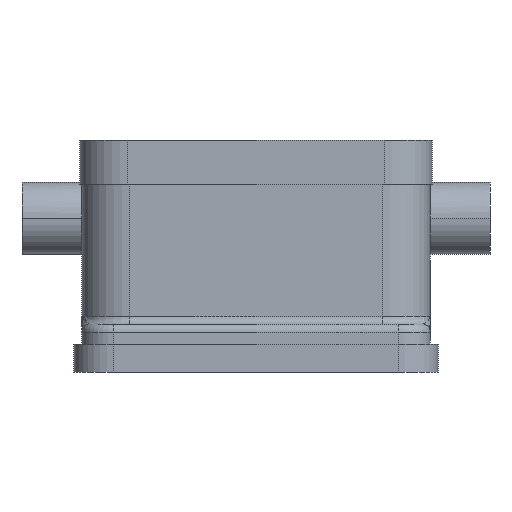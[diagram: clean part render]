
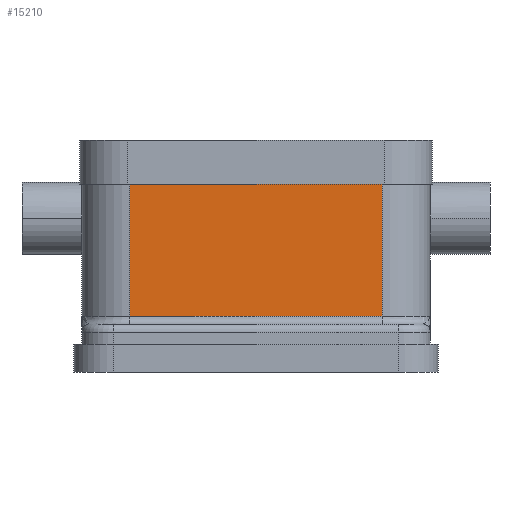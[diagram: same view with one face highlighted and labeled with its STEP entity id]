
A CAD part, left-side view. The second image highlights one B-rep face of the part: STEP entity #15210.
In plain terms, the highlighted planar face has unit normal (-1, 0, 0).
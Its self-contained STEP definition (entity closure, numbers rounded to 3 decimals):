
#3990=CARTESIAN_POINT('',(-46.25,15.75,7.));
#4000=VERTEX_POINT('',#3990);
#4030=CARTESIAN_POINT('',(-46.25,-15.75,7.));
#4040=DIRECTION('',(0.,1.,0.));
#4050=VECTOR('',#4040,31.5);
#4060=LINE('',#4030,#4050);
#4070=CARTESIAN_POINT('',(-46.25,-15.75,7.));
#4080=VERTEX_POINT('',#4070);
#4090=EDGE_CURVE('',#4080,#4000,#4060,.T.);
#14910=CARTESIAN_POINT('',(-46.25,-15.75,1.5));
#14920=DIRECTION('',(-1.,0.,0.));
#14930=DIRECTION('',(0.,0.,1.));
#14940=AXIS2_PLACEMENT_3D('',#14910,#14920,#14930);
#14950=PLANE('',#14940);
#14960=CARTESIAN_POINT('',(-46.25,15.75,7.));
#14970=DIRECTION('',(0.,0.,1.));
#14980=VECTOR('',#14970,16.5);
#14990=LINE('',#14960,#14980);
#15000=CARTESIAN_POINT('',(-46.25,15.75,23.5));
#15010=VERTEX_POINT('',#15000);
#15020=EDGE_CURVE('',#4000,#15010,#14990,.T.);
#15030=ORIENTED_EDGE('',*,*,#15020,.F.);
#15040=CARTESIAN_POINT('',(-46.25,-15.75,23.5));
#15050=DIRECTION('',(0.,1.,0.));
#15060=VECTOR('',#15050,31.5);
#15070=LINE('',#15040,#15060);
#15080=CARTESIAN_POINT('',(-46.25,-15.75,23.5));
#15090=VERTEX_POINT('',#15080);
#15100=EDGE_CURVE('',#15090,#15010,#15070,.T.);
#15110=ORIENTED_EDGE('',*,*,#15100,.T.);
#15120=CARTESIAN_POINT('',(-46.25,-15.75,7.));
#15130=DIRECTION('',(0.,0.,1.));
#15140=VECTOR('',#15130,16.5);
#15150=LINE('',#15120,#15140);
#15160=EDGE_CURVE('',#4080,#15090,#15150,.T.);
#15170=ORIENTED_EDGE('',*,*,#15160,.T.);
#15180=ORIENTED_EDGE('',*,*,#4090,.F.);
#15190=EDGE_LOOP('',(#15180,#15170,#15110,#15030));
#15200=FACE_OUTER_BOUND('',#15190,.T.);
#15210=ADVANCED_FACE('',(#15200),#14950,.T.);
